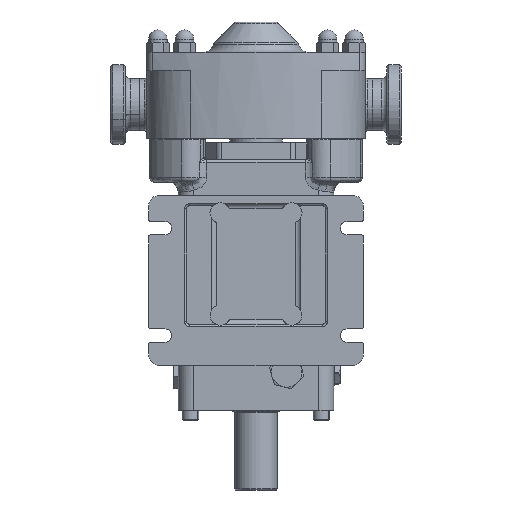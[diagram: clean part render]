
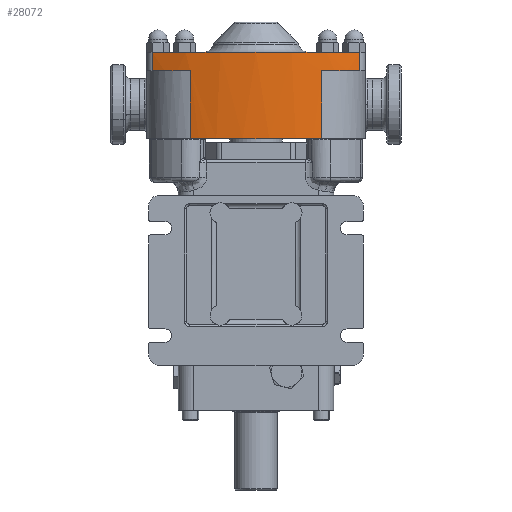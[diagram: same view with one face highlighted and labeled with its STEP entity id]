
A CAD part, front view. The second image highlights one B-rep face of the part: STEP entity #28072.
In plain terms, the highlighted cylindrical face has radius 231 mm (diameter 462 mm), a partial arc.
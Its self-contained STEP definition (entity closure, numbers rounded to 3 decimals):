
#25 = ORIENTED_EDGE ( 'NONE', *, *, #15195, .T. ) ;
#102 = LINE ( 'NONE', #27740, #1674 ) ;
#222 = DIRECTION ( 'NONE',  ( 0., 0., 1. ) ) ;
#478 = EDGE_CURVE ( 'NONE', #9270, #11060, #28092, .T. ) ;
#496 = CARTESIAN_POINT ( 'NONE',  ( -101.389, -126.56, 51. ) ) ;
#732 = ORIENTED_EDGE ( 'NONE', *, *, #478, .T. ) ;
#1110 = CIRCLE ( 'NONE', #12304, 231. ) ;
#1188 = LINE ( 'NONE', #8075, #12022 ) ;
#1583 = CARTESIAN_POINT ( 'NONE',  ( 0., 81., -33.5 ) ) ;
#1674 = VECTOR ( 'NONE', #9281, 1000. ) ;
#1701 = FACE_OUTER_BOUND ( 'NONE', #8241, .T. ) ;
#1863 = ORIENTED_EDGE ( 'NONE', *, *, #4221, .F. ) ;
#1892 = DIRECTION ( 'NONE',  ( -1., 0., 0. ) ) ;
#2168 = DIRECTION ( 'NONE',  ( -1., 0., 0. ) ) ;
#2247 = ORIENTED_EDGE ( 'NONE', *, *, #15114, .T. ) ;
#2639 = DIRECTION ( 'NONE',  ( 1., 0., 0. ) ) ;
#3210 = CIRCLE ( 'NONE', #17343, 231. ) ;
#3512 = ORIENTED_EDGE ( 'NONE', *, *, #22176, .T. ) ;
#3910 = VERTEX_POINT ( 'NONE', #27036 ) ;
#4165 = DIRECTION ( 'NONE',  ( 0., 0., 1. ) ) ;
#4221 = EDGE_CURVE ( 'NONE', #9270, #12514, #26405, .T. ) ;
#4499 = CARTESIAN_POINT ( 'NONE',  ( 38.841, -146.711, -33.5 ) ) ;
#4732 = ORIENTED_EDGE ( 'NONE', *, *, #23386, .T. ) ;
#4773 = CARTESIAN_POINT ( 'NONE',  ( 0., 81., -33. ) ) ;
#5096 = DIRECTION ( 'NONE',  ( 0., 0., 1. ) ) ;
#5523 = CARTESIAN_POINT ( 'NONE',  ( 64.465, -140.823, -33. ) ) ;
#6031 = DIRECTION ( 'NONE',  ( 0., 0., 1. ) ) ;
#6777 = VECTOR ( 'NONE', #18065, 1000. ) ;
#7740 = ORIENTED_EDGE ( 'NONE', *, *, #19076, .T. ) ;
#7806 = AXIS2_PLACEMENT_3D ( 'NONE', #25060, #4165, #2168 ) ;
#8075 = CARTESIAN_POINT ( 'NONE',  ( 64.465, -140.823, -151.253 ) ) ;
#8183 = CARTESIAN_POINT ( 'NONE',  ( 38.841, -146.711, -151.253 ) ) ;
#8241 = EDGE_LOOP ( 'NONE', ( #29033, #3512, #14109, #2247, #26831, #25, #4732, #1863, #732, #21583, #10901, #7740 ) ) ;
#8242 = CARTESIAN_POINT ( 'NONE',  ( 64.465, -140.823, 33. ) ) ;
#8802 = AXIS2_PLACEMENT_3D ( 'NONE', #4773, #28103, #25814 ) ;
#9103 = VERTEX_POINT ( 'NONE', #8242 ) ;
#9270 = VERTEX_POINT ( 'NONE', #28048 ) ;
#9281 = DIRECTION ( 'NONE',  ( 0., 0., 1. ) ) ;
#9652 = VERTEX_POINT ( 'NONE', #5523 ) ;
#9986 = CARTESIAN_POINT ( 'NONE',  ( 0., 81., 33. ) ) ;
#10166 = VERTEX_POINT ( 'NONE', #26712 ) ;
#10659 = DIRECTION ( 'NONE',  ( 0., 0., 1. ) ) ;
#10708 = DIRECTION ( 'NONE',  ( 0., 0., 1. ) ) ;
#10901 = ORIENTED_EDGE ( 'NONE', *, *, #26970, .T. ) ;
#11060 = VERTEX_POINT ( 'NONE', #28398 ) ;
#11324 = LINE ( 'NONE', #24929, #6777 ) ;
#11813 = DIRECTION ( 'NONE',  ( 1., 0., 0. ) ) ;
#12022 = VECTOR ( 'NONE', #10659, 1000. ) ;
#12304 = AXIS2_PLACEMENT_3D ( 'NONE', #14092, #5096, #2639 ) ;
#12344 = DIRECTION ( 'NONE',  ( 0., 0., 1. ) ) ;
#12514 = VERTEX_POINT ( 'NONE', #496 ) ;
#12693 = VERTEX_POINT ( 'NONE', #27638 ) ;
#12996 = DIRECTION ( 'NONE',  ( 1., 0., 0. ) ) ;
#13046 = DIRECTION ( 'NONE',  ( 1., 0., 0. ) ) ;
#14092 = CARTESIAN_POINT ( 'NONE',  ( 0., 81., 33. ) ) ;
#14109 = ORIENTED_EDGE ( 'NONE', *, *, #27033, .T. ) ;
#14246 = VERTEX_POINT ( 'NONE', #26350 ) ;
#14794 = CARTESIAN_POINT ( 'NONE',  ( -101.389, -126.56, 30. ) ) ;
#15038 = VERTEX_POINT ( 'NONE', #24086 ) ;
#15114 = EDGE_CURVE ( 'NONE', #9652, #9103, #1188, .T. ) ;
#15195 = EDGE_CURVE ( 'NONE', #15038, #3910, #18448, .T. ) ;
#15325 = LINE ( 'NONE', #8183, #23511 ) ;
#16018 = VERTEX_POINT ( 'NONE', #4499 ) ;
#16594 = CIRCLE ( 'NONE', #7806, 231. ) ;
#16748 = EDGE_CURVE ( 'NONE', #10166, #11060, #102, .T. ) ;
#16752 = CIRCLE ( 'NONE', #29419, 231. ) ;
#17343 = AXIS2_PLACEMENT_3D ( 'NONE', #1583, #17933, #1892 ) ;
#17638 = CARTESIAN_POINT ( 'NONE',  ( 0., 81., 51. ) ) ;
#17933 = DIRECTION ( 'NONE',  ( 0., 0., -1. ) ) ;
#18065 = DIRECTION ( 'NONE',  ( 0., 0., -1. ) ) ;
#18193 = CARTESIAN_POINT ( 'NONE',  ( 0., 81., -151.253 ) ) ;
#18337 = AXIS2_PLACEMENT_3D ( 'NONE', #9986, #222, #11813 ) ;
#18448 = LINE ( 'NONE', #29578, #29586 ) ;
#19076 = EDGE_CURVE ( 'NONE', #12693, #22421, #11324, .T. ) ;
#21583 = ORIENTED_EDGE ( 'NONE', *, *, #16748, .F. ) ;
#21938 = CIRCLE ( 'NONE', #8802, 231. ) ;
#22176 = EDGE_CURVE ( 'NONE', #16018, #14246, #15325, .T. ) ;
#22421 = VERTEX_POINT ( 'NONE', #27531 ) ;
#22459 = EDGE_CURVE ( 'NONE', #9103, #15038, #1110, .T. ) ;
#22711 = DIRECTION ( 'NONE',  ( 0., 0., 1. ) ) ;
#23386 = EDGE_CURVE ( 'NONE', #3910, #12514, #16752, .T. ) ;
#23511 = VECTOR ( 'NONE', #6031, 1000. ) ;
#24086 = CARTESIAN_POINT ( 'NONE',  ( 101.389, -126.56, 33. ) ) ;
#24522 = EDGE_CURVE ( 'NONE', #16018, #22421, #3210, .T. ) ;
#24929 = CARTESIAN_POINT ( 'NONE',  ( -38.841, -146.711, -151.253 ) ) ;
#25060 = CARTESIAN_POINT ( 'NONE',  ( 0., 81., -33. ) ) ;
#25814 = DIRECTION ( 'NONE',  ( -1., 0., 0. ) ) ;
#26350 = CARTESIAN_POINT ( 'NONE',  ( 38.841, -146.711, -33. ) ) ;
#26405 = LINE ( 'NONE', #14794, #30163 ) ;
#26712 = CARTESIAN_POINT ( 'NONE',  ( -64.465, -140.823, -33. ) ) ;
#26831 = ORIENTED_EDGE ( 'NONE', *, *, #22459, .T. ) ;
#26970 = EDGE_CURVE ( 'NONE', #10166, #12693, #16594, .T. ) ;
#27033 = EDGE_CURVE ( 'NONE', #14246, #9652, #21938, .T. ) ;
#27036 = CARTESIAN_POINT ( 'NONE',  ( 101.389, -126.56, 51. ) ) ;
#27040 = CYLINDRICAL_SURFACE ( 'NONE', #27962, 231. ) ;
#27531 = CARTESIAN_POINT ( 'NONE',  ( -38.841, -146.711, -33.5 ) ) ;
#27638 = CARTESIAN_POINT ( 'NONE',  ( -38.841, -146.711, -33. ) ) ;
#27740 = CARTESIAN_POINT ( 'NONE',  ( -64.465, -140.823, -151.253 ) ) ;
#27962 = AXIS2_PLACEMENT_3D ( 'NONE', #18193, #10708, #12996 ) ;
#28048 = CARTESIAN_POINT ( 'NONE',  ( -101.389, -126.56, 33. ) ) ;
#28072 = ADVANCED_FACE ( 'NONE', ( #1701 ), #27040, .T. ) ;
#28092 = CIRCLE ( 'NONE', #18337, 231. ) ;
#28103 = DIRECTION ( 'NONE',  ( 0., 0., 1. ) ) ;
#28398 = CARTESIAN_POINT ( 'NONE',  ( -64.465, -140.823, 33. ) ) ;
#29033 = ORIENTED_EDGE ( 'NONE', *, *, #24522, .F. ) ;
#29075 = DIRECTION ( 'NONE',  ( 0., 0., -1. ) ) ;
#29419 = AXIS2_PLACEMENT_3D ( 'NONE', #17638, #29075, #13046 ) ;
#29578 = CARTESIAN_POINT ( 'NONE',  ( 101.389, -126.56, 30. ) ) ;
#29586 = VECTOR ( 'NONE', #22711, 1000. ) ;
#30163 = VECTOR ( 'NONE', #12344, 1000. ) ;
